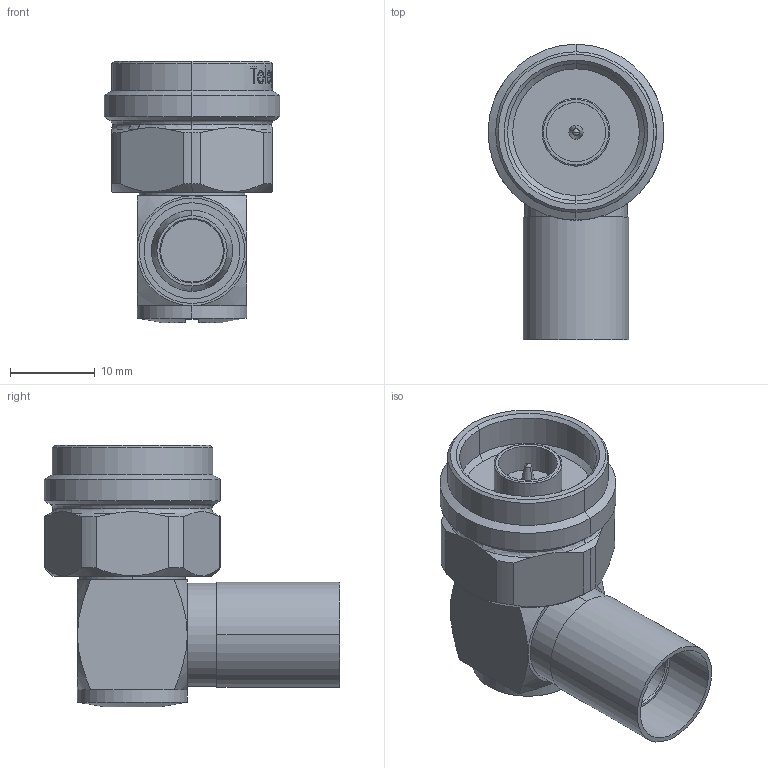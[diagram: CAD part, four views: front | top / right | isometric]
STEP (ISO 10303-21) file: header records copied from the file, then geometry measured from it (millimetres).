
FILE_DESCRIPTION (( 'STEP AP214' ), '1' );
FILE_NAME ('J01020A0045.STEP', '2018-11-19T14:38:52', ( '' ), ( '' ), 'SwSTEP 2.0', 'SolidWorks 2017', '' );
FILE_SCHEMA (( 'AUTOMOTIVE_DESIGN' ));
Length unit declared in the file: millimetre
Products named in the file (1): J01020A0045
Bounding box: 20.8 x 34.9 x 30.9 mm (x, y, z)
Volume: 7653.4 mm3; surface area: 3984.6 mm2
Topology: 1 solids, 1 shells, 265 faces, 659 edges, 425 vertices
Faces by surface type: plane 87, bspline 83, cylinder 52, cone 35, torus 6, sphere 2
Entity records: 18778 total; most frequent: CARTESIAN_POINT 10267, ORIENTED_EDGE 1318, DIRECTION 892, EDGE_CURVE 659, VERTEX_POINT 425, AXIS2_PLACEMENT_3D 361, B_SPLINE_CURVE_WITH_KNOTS 311, EDGE_LOOP 294
